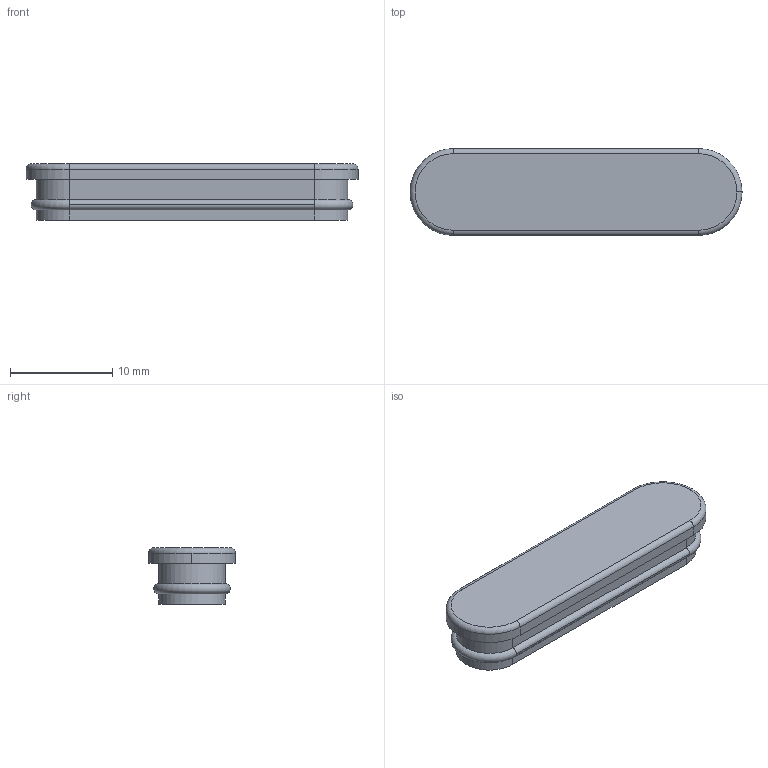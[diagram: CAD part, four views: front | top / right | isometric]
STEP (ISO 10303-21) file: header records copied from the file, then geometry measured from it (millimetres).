
FILE_DESCRIPTION (( 'STEP AP203' ), '1' );
FILE_NAME ('13766-4005-R1_PLUG.STEP', '2013-10-02T21:26:45', ( '' ), ( '' ), 'SwSTEP 2.0', 'SolidWorks 2013', '' );
FILE_SCHEMA (( 'CONFIG_CONTROL_DESIGN' ));
Length unit declared in the file: millimetre
Products named in the file (1): 13766-4005-R1_PLUG
Bounding box: 32.5 x 8.5 x 5.5 mm (x, y, z)
Volume: 613.7 mm3; surface area: 1212.9 mm2
Topology: 1 solids, 1 shells, 35 faces, 79 edges, 48 vertices
Faces by surface type: cylinder 17, plane 12, torus 6
Entity records: 1058 total; most frequent: DIRECTION 191, CARTESIAN_POINT 163, ORIENTED_EDGE 158, EDGE_CURVE 79, AXIS2_PLACEMENT_3D 76, VERTEX_POINT 48, CIRCLE 40, VECTOR 39
